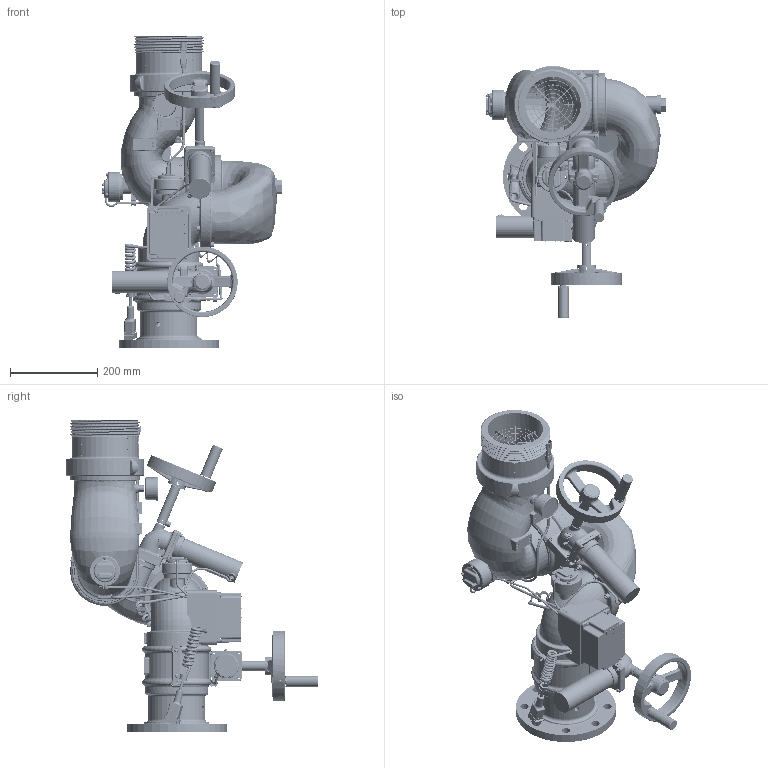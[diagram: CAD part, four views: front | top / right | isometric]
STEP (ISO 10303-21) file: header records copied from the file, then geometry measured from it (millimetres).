
FILE_DESCRIPTION (( 'STEP AP203' ), '1' );
FILE_NAME ('7503X2.STEP', '2019-12-02T15:22:47', ( '' ), ( '' ), 'SwSTEP 2.0', 'SolidWorks 2019', '' );
FILE_SCHEMA (( 'CONFIG_CONTROL_DESIGN' ));
Products named in the file (1): 7503X2
Bounding box: 413 x 576.47 x 714.12 mm (x, y, z)
Surface area: 1247255.4 mm2 (no closed solid volume)
Topology: 0 solids, 228 shells, 2308 faces, 9134 edges, 6807 vertices
Faces by surface type: plane 737, bspline 620, cylinder 620, cone 152, torus 144, sphere 35
Full cylindrical faces by diameter (mm): 2.261 x3, 2.388 x4, 2.997 x5, 3.302 x8, 3.797 x7, 3.912 x1, 4.394 x2, 4.445 x2, 4.762 x3, 4.763 x4, 4.775 x2, 5 x4, 5.08 x7, 5.105 x8, 5.334 x3, 5.842 x6, 6.096 x1, 6.35 x8, 6.528 x4, 6.858 x13, 7.366 x1, 7.823 x2, 7.937 x11, 7.938 x10, 8.1 x1, 8.738 x1, 9.169 x4, 9.525 x2, 11.125 x1, 11.51 x2
Entity records: 157947 total; most frequent: CARTESIAN_POINT 91417, ORIENTED_EDGE 12307, DIRECTION 11984, EDGE_CURVE 8634, VERTEX_POINT 6685, AXIS2_PLACEMENT_3D 4019, VECTOR 3946, LINE 3946
